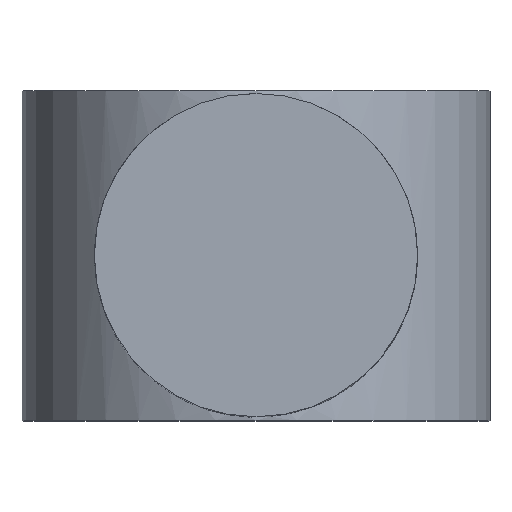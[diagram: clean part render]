
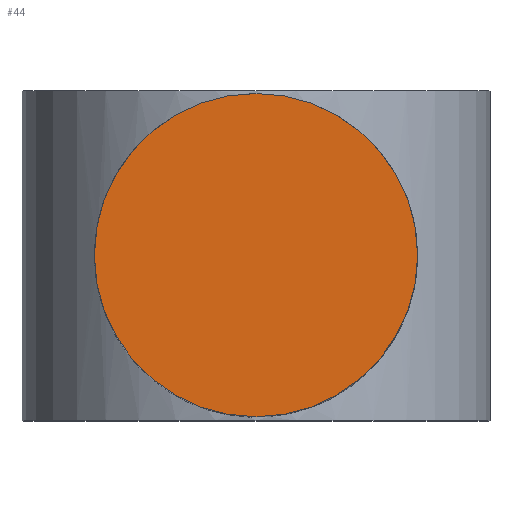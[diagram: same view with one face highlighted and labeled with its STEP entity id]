
A CAD part, top view. The second image highlights one B-rep face of the part: STEP entity #44.
In plain terms, the highlighted planar face has unit normal (0, 0, 1).
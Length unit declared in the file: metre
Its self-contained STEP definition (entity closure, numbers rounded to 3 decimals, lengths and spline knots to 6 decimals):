
#44=ADVANCED_FACE('0:189',(#83),#84,.T.);
#83=FACE_OUTER_BOUND('',#113,.T.);
#84=PLANE('',#114);
#113=EDGE_LOOP('',(#164,#165));
#114=AXIS2_PLACEMENT_3D('',#166,#167,#168);
#164=ORIENTED_EDGE('',*,*,#187,.T.);
#165=ORIENTED_EDGE('',*,*,#172,.T.);
#166=CARTESIAN_POINT('',(0.072485,0.007826,1.095));
#167=DIRECTION('',(-0.0,0.0,1.0));
#168=DIRECTION('',(1.0,0.0,0.0));
#172=EDGE_CURVE('',#194,#191,#195,.T.);
#187=EDGE_CURVE('0:195',#191,#194,#215,.T.);
#191=VERTEX_POINT('',#219);
#194=VERTEX_POINT('',#223);
#195=CIRCLE('',#224,0.032325);
#215=CIRCLE('',#313,0.032325);
#219=CARTESIAN_POINT('',(0.082325,0.,1.095));
#223=CARTESIAN_POINT('',(0.017675,0.,1.095));
#224=AXIS2_PLACEMENT_3D('',#317,#318,#319);
#313=AXIS2_PLACEMENT_3D('',#335,#336,#337);
#317=CARTESIAN_POINT('',(0.05,0.,1.095));
#318=DIRECTION('',(-0.0,0.0,1.0));
#319=DIRECTION('',(1.0,0.0,0.0));
#335=CARTESIAN_POINT('',(0.05,0.,1.095));
#336=DIRECTION('',(-0.0,0.0,1.0));
#337=DIRECTION('',(1.0,0.0,0.0));
